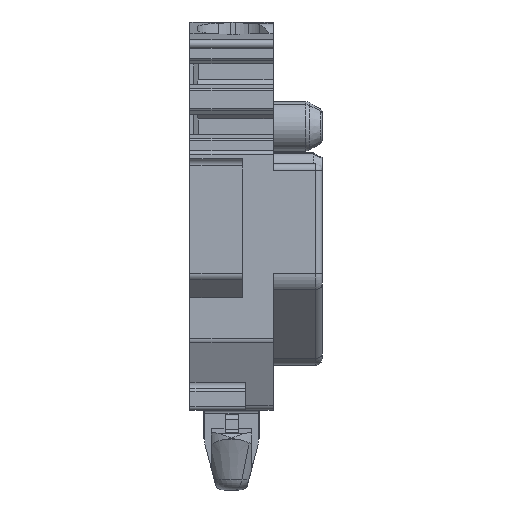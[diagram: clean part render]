
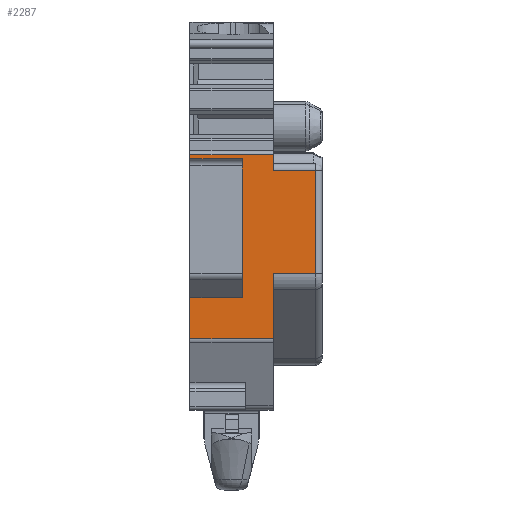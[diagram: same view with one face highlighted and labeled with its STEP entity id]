
A CAD part, front view. The second image highlights one B-rep face of the part: STEP entity #2287.
In plain terms, the highlighted planar face has unit normal (0, -1, 0).
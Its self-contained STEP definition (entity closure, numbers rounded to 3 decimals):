
#2196=AXIS2_PLACEMENT_3D('Plane Axis2P3D',#2193,#2194,#2195) ;
#2171=CARTESIAN_POINT('Vertex',(5.1,0.,19.602)) ;
#2174=CARTESIAN_POINT('Line Origine',(6.4,0.,19.602)) ;
#2178=CARTESIAN_POINT('Vertex',(7.7,0.,19.602)) ;
#2193=CARTESIAN_POINT('Axis2P3D Location',(5.1,0.,9.266)) ;
#2198=CARTESIAN_POINT('Line Origine',(1.6,0.,20.302)) ;
#2202=CARTESIAN_POINT('Vertex',(3.2,0.,20.302)) ;
#2204=CARTESIAN_POINT('Vertex',(0.,0.,20.302)) ;
#2207=CARTESIAN_POINT('Line Origine',(3.2,0.,16.044)) ;
#2211=CARTESIAN_POINT('Vertex',(3.2,0.,11.785)) ;
#2214=CARTESIAN_POINT('Line Origine',(1.6,0.,11.785)) ;
#2218=CARTESIAN_POINT('Vertex',(0.,0.,11.785)) ;
#2221=CARTESIAN_POINT('Line Origine',(0.,0.,10.525)) ;
#2225=CARTESIAN_POINT('Vertex',(0.,0.,9.266)) ;
#2228=CARTESIAN_POINT('Line Origine',(2.55,0.,9.266)) ;
#2232=CARTESIAN_POINT('Vertex',(5.1,0.,9.266)) ;
#2235=CARTESIAN_POINT('Line Origine',(5.1,0.,11.275)) ;
#2239=CARTESIAN_POINT('Vertex',(5.1,0.,13.284)) ;
#2242=CARTESIAN_POINT('Line Origine',(6.4,0.,13.284)) ;
#2246=CARTESIAN_POINT('Vertex',(7.7,0.,13.284)) ;
#2249=CARTESIAN_POINT('Line Origine',(7.7,0.,16.443)) ;
#2254=CARTESIAN_POINT('Line Origine',(5.1,0.,20.077)) ;
#2258=CARTESIAN_POINT('Vertex',(5.1,0.,20.552)) ;
#2261=CARTESIAN_POINT('Line Origine',(2.55,0.,20.552)) ;
#2265=CARTESIAN_POINT('Vertex',(0.,0.,20.552)) ;
#2268=CARTESIAN_POINT('Line Origine',(0.,0.,20.427)) ;
#2175=DIRECTION('Vector Direction',(-1.,0.,0.)) ;
#2194=DIRECTION('Axis2P3D Direction',(0.,1.,0.)) ;
#2195=DIRECTION('Axis2P3D XDirection',(0.,0.,1.)) ;
#2199=DIRECTION('Vector Direction',(-1.,0.,0.)) ;
#2208=DIRECTION('Vector Direction',(0.,0.,1.)) ;
#2215=DIRECTION('Vector Direction',(-1.,0.,0.)) ;
#2222=DIRECTION('Vector Direction',(0.,0.,1.)) ;
#2229=DIRECTION('Vector Direction',(1.,0.,0.)) ;
#2236=DIRECTION('Vector Direction',(0.,0.,1.)) ;
#2243=DIRECTION('Vector Direction',(-1.,0.,0.)) ;
#2250=DIRECTION('Vector Direction',(0.,0.,1.)) ;
#2255=DIRECTION('Vector Direction',(0.,0.,1.)) ;
#2262=DIRECTION('Vector Direction',(-1.,0.,0.)) ;
#2269=DIRECTION('Vector Direction',(0.,0.,1.)) ;
#2176=VECTOR('Line Direction',#2175,1.) ;
#2200=VECTOR('Line Direction',#2199,1.) ;
#2209=VECTOR('Line Direction',#2208,1.) ;
#2216=VECTOR('Line Direction',#2215,1.) ;
#2223=VECTOR('Line Direction',#2222,1.) ;
#2230=VECTOR('Line Direction',#2229,1.) ;
#2237=VECTOR('Line Direction',#2236,1.) ;
#2244=VECTOR('Line Direction',#2243,1.) ;
#2251=VECTOR('Line Direction',#2250,1.) ;
#2256=VECTOR('Line Direction',#2255,1.) ;
#2263=VECTOR('Line Direction',#2262,1.) ;
#2270=VECTOR('Line Direction',#2269,1.) ;
#2274=ORIENTED_EDGE('',*,*,#2206,.F.) ;
#2275=ORIENTED_EDGE('',*,*,#2213,.F.) ;
#2276=ORIENTED_EDGE('',*,*,#2220,.T.) ;
#2277=ORIENTED_EDGE('',*,*,#2227,.F.) ;
#2278=ORIENTED_EDGE('',*,*,#2234,.T.) ;
#2279=ORIENTED_EDGE('',*,*,#2241,.T.) ;
#2280=ORIENTED_EDGE('',*,*,#2248,.T.) ;
#2281=ORIENTED_EDGE('',*,*,#2253,.T.) ;
#2282=ORIENTED_EDGE('',*,*,#2180,.T.) ;
#2283=ORIENTED_EDGE('',*,*,#2260,.T.) ;
#2284=ORIENTED_EDGE('',*,*,#2267,.T.) ;
#2285=ORIENTED_EDGE('',*,*,#2272,.F.) ;
#2287=ADVANCED_FACE('MLD',(#2286),#2197,.F.) ;
#2180=EDGE_CURVE('',#2179,#2172,#2177,.T.) ;
#2206=EDGE_CURVE('',#2203,#2205,#2201,.T.) ;
#2213=EDGE_CURVE('',#2212,#2203,#2210,.T.) ;
#2220=EDGE_CURVE('',#2212,#2219,#2217,.T.) ;
#2227=EDGE_CURVE('',#2226,#2219,#2224,.T.) ;
#2234=EDGE_CURVE('',#2226,#2233,#2231,.T.) ;
#2241=EDGE_CURVE('',#2233,#2240,#2238,.T.) ;
#2248=EDGE_CURVE('',#2240,#2247,#2245,.F.) ;
#2253=EDGE_CURVE('',#2247,#2179,#2252,.T.) ;
#2260=EDGE_CURVE('',#2172,#2259,#2257,.T.) ;
#2267=EDGE_CURVE('',#2259,#2266,#2264,.T.) ;
#2272=EDGE_CURVE('',#2205,#2266,#2271,.T.) ;
#2273=EDGE_LOOP('',(#2274,#2275,#2276,#2277,#2278,#2279,#2280,#2281,#2282,#2283,#2284,#2285)) ;
#2286=FACE_OUTER_BOUND('',#2273,.T.) ;
#2177=LINE('Line',#2174,#2176) ;
#2201=LINE('Line',#2198,#2200) ;
#2210=LINE('Line',#2207,#2209) ;
#2217=LINE('Line',#2214,#2216) ;
#2224=LINE('Line',#2221,#2223) ;
#2231=LINE('Line',#2228,#2230) ;
#2238=LINE('Line',#2235,#2237) ;
#2245=LINE('Line',#2242,#2244) ;
#2252=LINE('Line',#2249,#2251) ;
#2257=LINE('Line',#2254,#2256) ;
#2264=LINE('Line',#2261,#2263) ;
#2271=LINE('Line',#2268,#2270) ;
#2197=PLANE('',#2196) ;
#2172=VERTEX_POINT('',#2171) ;
#2179=VERTEX_POINT('',#2178) ;
#2203=VERTEX_POINT('',#2202) ;
#2205=VERTEX_POINT('',#2204) ;
#2212=VERTEX_POINT('',#2211) ;
#2219=VERTEX_POINT('',#2218) ;
#2226=VERTEX_POINT('',#2225) ;
#2233=VERTEX_POINT('',#2232) ;
#2240=VERTEX_POINT('',#2239) ;
#2247=VERTEX_POINT('',#2246) ;
#2259=VERTEX_POINT('',#2258) ;
#2266=VERTEX_POINT('',#2265) ;
